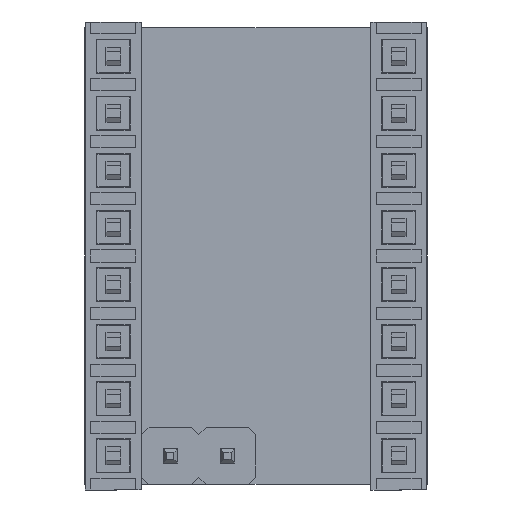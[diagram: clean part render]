
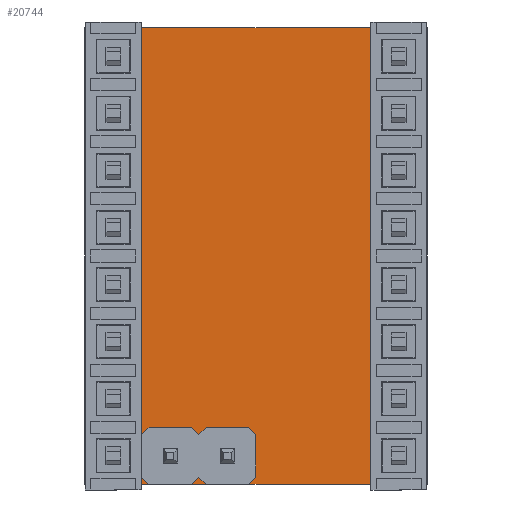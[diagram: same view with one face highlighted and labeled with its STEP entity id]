
A CAD part, front view. The second image highlights one B-rep face of the part: STEP entity #20744.
In plain terms, the highlighted planar face has unit normal (0, -1, 0).
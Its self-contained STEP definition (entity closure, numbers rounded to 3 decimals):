
#449=FACE_BOUND('',#2814,.T.);
#450=FACE_BOUND('',#2815,.T.);
#451=FACE_BOUND('',#2816,.T.);
#452=FACE_BOUND('',#2817,.T.);
#453=FACE_BOUND('',#2818,.T.);
#454=FACE_BOUND('',#2819,.T.);
#455=FACE_BOUND('',#2820,.T.);
#456=FACE_BOUND('',#2821,.T.);
#457=FACE_BOUND('',#2822,.T.);
#458=FACE_BOUND('',#2823,.T.);
#459=FACE_BOUND('',#2824,.T.);
#460=FACE_BOUND('',#2825,.T.);
#461=FACE_BOUND('',#2826,.T.);
#462=FACE_BOUND('',#2827,.T.);
#463=FACE_BOUND('',#2828,.T.);
#464=FACE_BOUND('',#2829,.T.);
#465=FACE_BOUND('',#2830,.T.);
#466=FACE_BOUND('',#2831,.T.);
#591=PLANE('',#22047);
#1634=FACE_OUTER_BOUND('',#2813,.T.);
#2813=EDGE_LOOP('',(#15071,#15072,#15073,#15074));
#2814=EDGE_LOOP('',(#15075));
#2815=EDGE_LOOP('',(#15076));
#2816=EDGE_LOOP('',(#15077));
#2817=EDGE_LOOP('',(#15078));
#2818=EDGE_LOOP('',(#15079));
#2819=EDGE_LOOP('',(#15080));
#2820=EDGE_LOOP('',(#15081));
#2821=EDGE_LOOP('',(#15082));
#2822=EDGE_LOOP('',(#15083));
#2823=EDGE_LOOP('',(#15084));
#2824=EDGE_LOOP('',(#15085));
#2825=EDGE_LOOP('',(#15086));
#2826=EDGE_LOOP('',(#15087));
#2827=EDGE_LOOP('',(#15088));
#2828=EDGE_LOOP('',(#15089));
#2829=EDGE_LOOP('',(#15090));
#2830=EDGE_LOOP('',(#15091));
#2831=EDGE_LOOP('',(#15092));
#4234=LINE('',#31557,#6758);
#4237=LINE('',#31562,#6761);
#4239=LINE('',#31566,#6763);
#4241=LINE('',#31569,#6765);
#6758=VECTOR('',#23800,1000.);
#6761=VECTOR('',#23805,1000.);
#6763=VECTOR('',#23809,1000.);
#6765=VECTOR('',#23813,1000.);
#9008=CIRCLE('',#21941,0.5);
#9010=CIRCLE('',#21944,0.5);
#9012=CIRCLE('',#21947,0.5);
#9014=CIRCLE('',#21950,0.5);
#9016=CIRCLE('',#21953,0.5);
#9018=CIRCLE('',#21956,0.5);
#9020=CIRCLE('',#21959,0.5);
#9022=CIRCLE('',#21962,0.5);
#9024=CIRCLE('',#21965,0.5);
#9026=CIRCLE('',#21968,0.5);
#9028=CIRCLE('',#21971,0.5);
#9030=CIRCLE('',#21974,0.5);
#9032=CIRCLE('',#21977,0.5);
#9034=CIRCLE('',#21980,0.5);
#9036=CIRCLE('',#21983,0.5);
#9038=CIRCLE('',#21986,0.5);
#9040=CIRCLE('',#21989,0.5);
#9042=CIRCLE('',#21992,0.5);
#9160=VERTEX_POINT('',#28395);
#9162=VERTEX_POINT('',#28401);
#9164=VERTEX_POINT('',#28407);
#9166=VERTEX_POINT('',#28413);
#9168=VERTEX_POINT('',#28419);
#9170=VERTEX_POINT('',#28425);
#9172=VERTEX_POINT('',#28431);
#9174=VERTEX_POINT('',#28437);
#9176=VERTEX_POINT('',#28443);
#9178=VERTEX_POINT('',#28449);
#9180=VERTEX_POINT('',#28455);
#9182=VERTEX_POINT('',#28461);
#9184=VERTEX_POINT('',#28467);
#9186=VERTEX_POINT('',#28473);
#9188=VERTEX_POINT('',#28479);
#9190=VERTEX_POINT('',#28485);
#9192=VERTEX_POINT('',#28491);
#9194=VERTEX_POINT('',#28497);
#9620=VERTEX_POINT('',#31555);
#9621=VERTEX_POINT('',#31556);
#9622=VERTEX_POINT('',#31561);
#9623=VERTEX_POINT('',#31565);
#11188=EDGE_CURVE('',#9160,#9160,#9008,.T.);
#11191=EDGE_CURVE('',#9162,#9162,#9010,.T.);
#11194=EDGE_CURVE('',#9164,#9164,#9012,.T.);
#11197=EDGE_CURVE('',#9166,#9166,#9014,.T.);
#11200=EDGE_CURVE('',#9168,#9168,#9016,.T.);
#11203=EDGE_CURVE('',#9170,#9170,#9018,.T.);
#11206=EDGE_CURVE('',#9172,#9172,#9020,.T.);
#11209=EDGE_CURVE('',#9174,#9174,#9022,.T.);
#11212=EDGE_CURVE('',#9176,#9176,#9024,.T.);
#11215=EDGE_CURVE('',#9178,#9178,#9026,.T.);
#11218=EDGE_CURVE('',#9180,#9180,#9028,.T.);
#11221=EDGE_CURVE('',#9182,#9182,#9030,.T.);
#11224=EDGE_CURVE('',#9184,#9184,#9032,.T.);
#11227=EDGE_CURVE('',#9186,#9186,#9034,.T.);
#11230=EDGE_CURVE('',#9188,#9188,#9036,.T.);
#11233=EDGE_CURVE('',#9190,#9190,#9038,.T.);
#11236=EDGE_CURVE('',#9192,#9192,#9040,.T.);
#11239=EDGE_CURVE('',#9194,#9194,#9042,.T.);
#11666=EDGE_CURVE('',#9620,#9621,#4234,.T.);
#11669=EDGE_CURVE('',#9621,#9622,#4237,.T.);
#11671=EDGE_CURVE('',#9622,#9623,#4239,.T.);
#11673=EDGE_CURVE('',#9623,#9620,#4241,.T.);
#15071=ORIENTED_EDGE('',*,*,#11666,.F.);
#15072=ORIENTED_EDGE('',*,*,#11673,.F.);
#15073=ORIENTED_EDGE('',*,*,#11671,.F.);
#15074=ORIENTED_EDGE('',*,*,#11669,.F.);
#15075=ORIENTED_EDGE('',*,*,#11188,.T.);
#15076=ORIENTED_EDGE('',*,*,#11191,.T.);
#15077=ORIENTED_EDGE('',*,*,#11194,.T.);
#15078=ORIENTED_EDGE('',*,*,#11197,.T.);
#15079=ORIENTED_EDGE('',*,*,#11200,.T.);
#15080=ORIENTED_EDGE('',*,*,#11203,.T.);
#15081=ORIENTED_EDGE('',*,*,#11206,.T.);
#15082=ORIENTED_EDGE('',*,*,#11209,.T.);
#15083=ORIENTED_EDGE('',*,*,#11212,.T.);
#15084=ORIENTED_EDGE('',*,*,#11215,.T.);
#15085=ORIENTED_EDGE('',*,*,#11218,.T.);
#15086=ORIENTED_EDGE('',*,*,#11221,.T.);
#15087=ORIENTED_EDGE('',*,*,#11224,.T.);
#15088=ORIENTED_EDGE('',*,*,#11227,.T.);
#15089=ORIENTED_EDGE('',*,*,#11230,.T.);
#15090=ORIENTED_EDGE('',*,*,#11233,.T.);
#15091=ORIENTED_EDGE('',*,*,#11236,.T.);
#15092=ORIENTED_EDGE('',*,*,#11239,.T.);
#20744=ADVANCED_FACE('',(#1634,#449,#450,#451,#452,#453,#454,#455,#456,
#457,#458,#459,#460,#461,#462,#463,#464,#465,#466),#591,.T.);
#21941=AXIS2_PLACEMENT_3D('',#28396,#23305,#23306);
#21944=AXIS2_PLACEMENT_3D('',#28402,#23312,#23313);
#21947=AXIS2_PLACEMENT_3D('',#28408,#23319,#23320);
#21950=AXIS2_PLACEMENT_3D('',#28414,#23326,#23327);
#21953=AXIS2_PLACEMENT_3D('',#28420,#23333,#23334);
#21956=AXIS2_PLACEMENT_3D('',#28426,#23340,#23341);
#21959=AXIS2_PLACEMENT_3D('',#28432,#23347,#23348);
#21962=AXIS2_PLACEMENT_3D('',#28438,#23354,#23355);
#21965=AXIS2_PLACEMENT_3D('',#28444,#23361,#23362);
#21968=AXIS2_PLACEMENT_3D('',#28450,#23368,#23369);
#21971=AXIS2_PLACEMENT_3D('',#28456,#23375,#23376);
#21974=AXIS2_PLACEMENT_3D('',#28462,#23382,#23383);
#21977=AXIS2_PLACEMENT_3D('',#28468,#23389,#23390);
#21980=AXIS2_PLACEMENT_3D('',#28474,#23396,#23397);
#21983=AXIS2_PLACEMENT_3D('',#28480,#23403,#23404);
#21986=AXIS2_PLACEMENT_3D('',#28486,#23410,#23411);
#21989=AXIS2_PLACEMENT_3D('',#28492,#23417,#23418);
#21992=AXIS2_PLACEMENT_3D('',#28498,#23424,#23425);
#22047=AXIS2_PLACEMENT_3D('',#31571,#23816,#23817);
#23305=DIRECTION('center_axis',(0.,1.,0.));
#23306=DIRECTION('ref_axis',(0.,0.,-1.));
#23312=DIRECTION('center_axis',(0.,1.,0.));
#23313=DIRECTION('ref_axis',(0.,0.,-1.));
#23319=DIRECTION('center_axis',(0.,1.,0.));
#23320=DIRECTION('ref_axis',(0.,0.,-1.));
#23326=DIRECTION('center_axis',(0.,1.,0.));
#23327=DIRECTION('ref_axis',(0.,0.,-1.));
#23333=DIRECTION('center_axis',(0.,1.,0.));
#23334=DIRECTION('ref_axis',(0.,0.,-1.));
#23340=DIRECTION('center_axis',(0.,1.,0.));
#23341=DIRECTION('ref_axis',(0.,0.,-1.));
#23347=DIRECTION('center_axis',(0.,1.,0.));
#23348=DIRECTION('ref_axis',(0.,0.,-1.));
#23354=DIRECTION('center_axis',(0.,1.,0.));
#23355=DIRECTION('ref_axis',(0.,0.,-1.));
#23361=DIRECTION('center_axis',(0.,1.,0.));
#23362=DIRECTION('ref_axis',(0.,0.,-1.));
#23368=DIRECTION('center_axis',(0.,1.,0.));
#23369=DIRECTION('ref_axis',(0.,0.,-1.));
#23375=DIRECTION('center_axis',(0.,1.,0.));
#23376=DIRECTION('ref_axis',(0.,0.,-1.));
#23382=DIRECTION('center_axis',(0.,1.,0.));
#23383=DIRECTION('ref_axis',(0.,0.,-1.));
#23389=DIRECTION('center_axis',(0.,1.,0.));
#23390=DIRECTION('ref_axis',(0.,0.,-1.));
#23396=DIRECTION('center_axis',(0.,1.,0.));
#23397=DIRECTION('ref_axis',(0.,0.,-1.));
#23403=DIRECTION('center_axis',(0.,1.,0.));
#23404=DIRECTION('ref_axis',(0.,0.,-1.));
#23410=DIRECTION('center_axis',(0.,1.,0.));
#23411=DIRECTION('ref_axis',(0.,0.,-1.));
#23417=DIRECTION('center_axis',(0.,1.,0.));
#23418=DIRECTION('ref_axis',(0.,0.,-1.));
#23424=DIRECTION('center_axis',(0.,1.,0.));
#23425=DIRECTION('ref_axis',(0.,0.,-1.));
#23800=DIRECTION('',(0.,0.,-1.));
#23805=DIRECTION('',(-1.,0.,0.));
#23809=DIRECTION('',(0.,0.,1.));
#23813=DIRECTION('',(1.,0.,0.));
#23816=DIRECTION('center_axis',(0.,-1.,0.));
#23817=DIRECTION('ref_axis',(0.,0.,-1.));
#28395=CARTESIAN_POINT('',(-6.35,0.,0.77));
#28396=CARTESIAN_POINT('Origin',(-6.35,0.,1.27));
#28401=CARTESIAN_POINT('',(-6.35,0.,3.31));
#28402=CARTESIAN_POINT('Origin',(-6.35,0.,3.81));
#28407=CARTESIAN_POINT('',(-6.35,0.,5.85));
#28408=CARTESIAN_POINT('Origin',(-6.35,0.,6.35));
#28413=CARTESIAN_POINT('',(6.35,0.,-9.39));
#28414=CARTESIAN_POINT('Origin',(6.35,0.,-8.89));
#28419=CARTESIAN_POINT('',(-6.35,0.,-1.77));
#28420=CARTESIAN_POINT('Origin',(-6.35,0.,-1.27));
#28425=CARTESIAN_POINT('',(-6.35,0.,-4.31));
#28426=CARTESIAN_POINT('Origin',(-6.35,0.,-3.81));
#28431=CARTESIAN_POINT('',(-6.35,0.,-6.85));
#28432=CARTESIAN_POINT('Origin',(-6.35,0.,-6.35));
#28437=CARTESIAN_POINT('',(-6.35,0.,-9.39));
#28438=CARTESIAN_POINT('Origin',(-6.35,0.,-8.89));
#28443=CARTESIAN_POINT('',(6.35,0.,3.31));
#28444=CARTESIAN_POINT('Origin',(6.35,0.,3.81));
#28449=CARTESIAN_POINT('',(6.35,0.,5.85));
#28450=CARTESIAN_POINT('Origin',(6.35,0.,6.35));
#28455=CARTESIAN_POINT('',(6.35,0.,8.39));
#28456=CARTESIAN_POINT('Origin',(6.35,0.,8.89));
#28461=CARTESIAN_POINT('',(-3.81,0.,-9.39));
#28462=CARTESIAN_POINT('Origin',(-3.81,0.,-8.89));
#28467=CARTESIAN_POINT('',(6.35,0.,0.77));
#28468=CARTESIAN_POINT('Origin',(6.35,0.,1.27));
#28473=CARTESIAN_POINT('',(6.35,0.,-1.77));
#28474=CARTESIAN_POINT('Origin',(6.35,0.,-1.27));
#28479=CARTESIAN_POINT('',(6.35,0.,-4.31));
#28480=CARTESIAN_POINT('Origin',(6.35,0.,-3.81));
#28485=CARTESIAN_POINT('',(6.35,0.,-6.85));
#28486=CARTESIAN_POINT('Origin',(6.35,0.,-6.35));
#28491=CARTESIAN_POINT('',(-1.27,0.,-9.39));
#28492=CARTESIAN_POINT('Origin',(-1.27,0.,-8.89));
#28497=CARTESIAN_POINT('',(-6.35,0.,8.39));
#28498=CARTESIAN_POINT('Origin',(-6.35,0.,8.89));
#31555=CARTESIAN_POINT('',(7.62,0.,10.16));
#31556=CARTESIAN_POINT('',(7.62,0.,-10.16));
#31557=CARTESIAN_POINT('',(7.62,0.,10.16));
#31561=CARTESIAN_POINT('',(-7.62,0.,-10.16));
#31562=CARTESIAN_POINT('',(-7.62,0.,-10.16));
#31565=CARTESIAN_POINT('',(-7.62,0.,10.16));
#31566=CARTESIAN_POINT('',(-7.62,0.,10.16));
#31569=CARTESIAN_POINT('',(-7.62,0.,10.16));
#31571=CARTESIAN_POINT('Origin',(0.,0.,0.));
